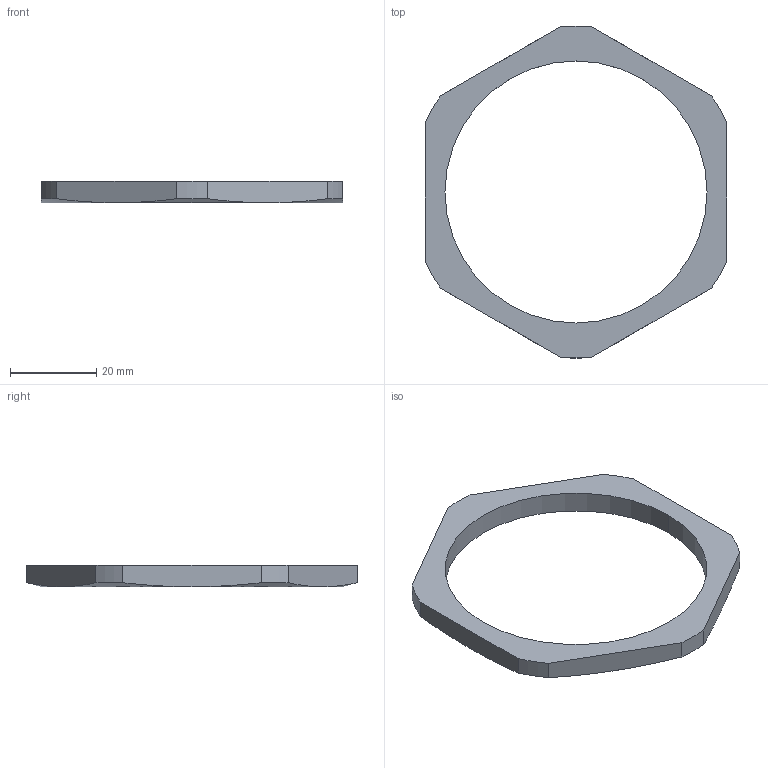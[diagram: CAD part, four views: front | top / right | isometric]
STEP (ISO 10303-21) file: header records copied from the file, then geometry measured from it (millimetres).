
FILE_DESCRIPTION(('SolidDesigner STEP Export'),'2;1');
FILE_NAME('1411254_A_INL_M63_S_S-select.stp','2014-03-27T 9:37:11',(''),(''),'Creo Elements/Direct Modeling STEP processor for AP214 (Solid Model)','Creo Elements/Direct Modeling 18.1B 29-Sep-2012 (C) Parametric Technology GmbH','');
FILE_SCHEMA(('AUTOMOTIVE_DESIGN { 1 0 10303 214 1 1 1 1 }'));
Length unit declared in the file: millimetre
Products named in the file (1): 1411254_A_INL_M63_S_S-select
Bounding box: 70 x 76.96 x 5 mm (x, y, z)
Volume: 6395.3 mm3; surface area: 4653.5 mm2
Topology: 1 solids, 1 shells, 22 faces, 54 edges, 34 vertices
Faces by surface type: cylinder 8, plane 8, cone 6
Entity records: 1215 total; most frequent: CARTESIAN_POINT 488, DIRECTION 108, ORIENTED_EDGE 108, EDGE_CURVE 54, AXIS2_PLACEMENT_3D 44, VERTEX_POINT 34, EDGE_LOOP 24, COLOUR_RGB 23
